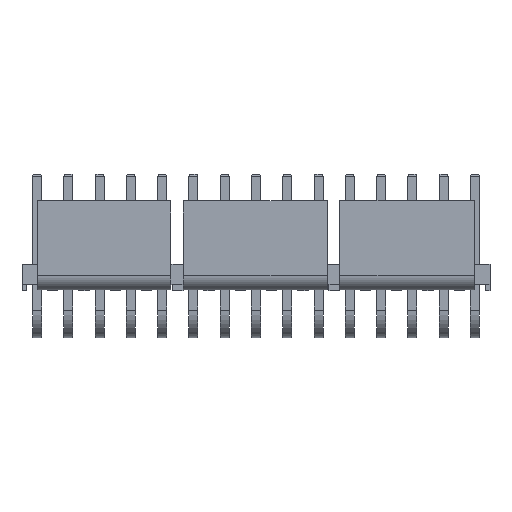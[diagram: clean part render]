
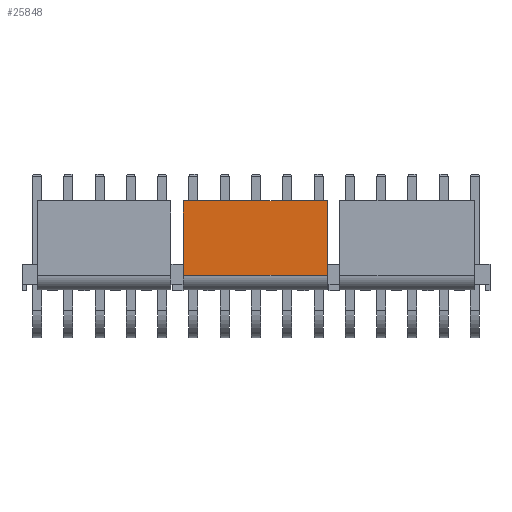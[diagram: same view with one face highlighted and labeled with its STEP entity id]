
A CAD part, top view. The second image highlights one B-rep face of the part: STEP entity #25848.
In plain terms, the highlighted planar face has unit normal (0, 0, 1).
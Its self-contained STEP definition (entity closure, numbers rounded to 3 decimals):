
#4029 = PLANE('',#4030);
#4030 = AXIS2_PLACEMENT_3D('',#4031,#4032,#4033);
#4031 = CARTESIAN_POINT('',(36.753,19.345,10.01));
#4032 = DIRECTION('',(-1.,0.,0.));
#4033 = DIRECTION('',(0.,-1.,0.));
#4531 = PLANE('',#4532);
#4532 = AXIS2_PLACEMENT_3D('',#4533,#4534,#4535);
#4533 = CARTESIAN_POINT('',(18.537,4.715,10.01));
#4534 = DIRECTION('',(1.,0.,0.));
#4535 = DIRECTION('',(0.,1.,0.));
#12295 = EDGE_CURVE('',#12296,#12298,#12300,.T.);
#12296 = VERTEX_POINT('',#12297);
#12297 = CARTESIAN_POINT('',(18.537,7.32,10.01));
#12298 = VERTEX_POINT('',#12299);
#12299 = CARTESIAN_POINT('',(18.537,16.74,10.01));
#12300 = SURFACE_CURVE('',#12301,(#12305,#12312),.PCURVE_S1.);
#12301 = LINE('',#12302,#12303);
#12302 = CARTESIAN_POINT('',(18.537,4.715,10.01));
#12303 = VECTOR('',#12304,1.);
#12304 = DIRECTION('',(0.,1.,0.));
#12305 = PCURVE('',#4531,#12306);
#12306 = DEFINITIONAL_REPRESENTATION('',(#12307),#12311);
#12307 = LINE('',#12308,#12309);
#12308 = CARTESIAN_POINT('',(0.,0.));
#12309 = VECTOR('',#12310,1.);
#12310 = DIRECTION('',(1.,0.));
#12311 = ( GEOMETRIC_REPRESENTATION_CONTEXT(2)
PARAMETRIC_REPRESENTATION_CONTEXT() REPRESENTATION_CONTEXT('2D SPACE',''
) );
#12312 = PCURVE('',#12313,#12318);
#12313 = PLANE('',#12314);
#12314 = AXIS2_PLACEMENT_3D('',#12315,#12316,#12317);
#12315 = CARTESIAN_POINT('',(57.345,16.74,10.01));
#12316 = DIRECTION('',(0.,0.,1.));
#12317 = DIRECTION('',(0.,-1.,0.));
#12318 = DEFINITIONAL_REPRESENTATION('',(#12319),#12323);
#12319 = LINE('',#12320,#12321);
#12320 = CARTESIAN_POINT('',(12.025,-38.808));
#12321 = VECTOR('',#12322,1.);
#12322 = DIRECTION('',(-1.,0.));
#12323 = ( GEOMETRIC_REPRESENTATION_CONTEXT(2)
PARAMETRIC_REPRESENTATION_CONTEXT() REPRESENTATION_CONTEXT('2D SPACE',''
) );
#12342 = CYLINDRICAL_SURFACE('',#12343,1.948);
#12343 = AXIS2_PLACEMENT_3D('',#12344,#12345,#12346);
#12344 = CARTESIAN_POINT('',(57.345,7.357,8.063));
#12345 = DIRECTION('',(1.,0.,0.));
#12346 = DIRECTION('',(0.,-0.019,
1.));
#12574 = PLANE('',#12575);
#12575 = AXIS2_PLACEMENT_3D('',#12576,#12577,#12578);
#12576 = CARTESIAN_POINT('',(57.345,16.74,9.24));
#12577 = DIRECTION('',(0.,1.,0.));
#12578 = DIRECTION('',(0.,0.,1.));
#13640 = EDGE_CURVE('',#13641,#13643,#13645,.T.);
#13641 = VERTEX_POINT('',#13642);
#13642 = CARTESIAN_POINT('',(36.753,16.74,10.01));
#13643 = VERTEX_POINT('',#13644);
#13644 = CARTESIAN_POINT('',(36.753,7.32,10.01));
#13645 = SURFACE_CURVE('',#13646,(#13650,#13657),.PCURVE_S1.);
#13646 = LINE('',#13647,#13648);
#13647 = CARTESIAN_POINT('',(36.753,19.345,10.01));
#13648 = VECTOR('',#13649,1.);
#13649 = DIRECTION('',(0.,-1.,0.));
#13650 = PCURVE('',#4029,#13651);
#13651 = DEFINITIONAL_REPRESENTATION('',(#13652),#13656);
#13652 = LINE('',#13653,#13654);
#13653 = CARTESIAN_POINT('',(0.,0.));
#13654 = VECTOR('',#13655,1.);
#13655 = DIRECTION('',(1.,0.));
#13656 = ( GEOMETRIC_REPRESENTATION_CONTEXT(2)
PARAMETRIC_REPRESENTATION_CONTEXT() REPRESENTATION_CONTEXT('2D SPACE',''
) );
#13657 = PCURVE('',#12313,#13658);
#13658 = DEFINITIONAL_REPRESENTATION('',(#13659),#13663);
#13659 = LINE('',#13660,#13661);
#13660 = CARTESIAN_POINT('',(-2.605,-20.592));
#13661 = VECTOR('',#13662,1.);
#13662 = DIRECTION('',(1.,0.));
#13663 = ( GEOMETRIC_REPRESENTATION_CONTEXT(2)
PARAMETRIC_REPRESENTATION_CONTEXT() REPRESENTATION_CONTEXT('2D SPACE',''
) );
#25848 = ADVANCED_FACE('',(#25849),#12313,.T.);
#25849 = FACE_BOUND('',#25850,.T.);
#25850 = EDGE_LOOP('',(#25851,#25852,#25873,#25874));
#25851 = ORIENTED_EDGE('',*,*,#13640,.F.);
#25852 = ORIENTED_EDGE('',*,*,#25853,.T.);
#25853 = EDGE_CURVE('',#13641,#12298,#25854,.T.);
#25854 = SURFACE_CURVE('',#25855,(#25859,#25866),.PCURVE_S1.);
#25855 = LINE('',#25856,#25857);
#25856 = CARTESIAN_POINT('',(57.345,16.74,10.01));
#25857 = VECTOR('',#25858,1.);
#25858 = DIRECTION('',(-1.,0.,0.));
#25859 = PCURVE('',#12313,#25860);
#25860 = DEFINITIONAL_REPRESENTATION('',(#25861),#25865);
#25861 = LINE('',#25862,#25863);
#25862 = CARTESIAN_POINT('',(0.,0.));
#25863 = VECTOR('',#25864,1.);
#25864 = DIRECTION('',(0.,-1.));
#25865 = ( GEOMETRIC_REPRESENTATION_CONTEXT(2)
PARAMETRIC_REPRESENTATION_CONTEXT() REPRESENTATION_CONTEXT('2D SPACE',''
) );
#25866 = PCURVE('',#12574,#25867);
#25867 = DEFINITIONAL_REPRESENTATION('',(#25868),#25872);
#25868 = LINE('',#25869,#25870);
#25869 = CARTESIAN_POINT('',(0.77,0.));
#25870 = VECTOR('',#25871,1.);
#25871 = DIRECTION('',(0.,-1.));
#25872 = ( GEOMETRIC_REPRESENTATION_CONTEXT(2)
PARAMETRIC_REPRESENTATION_CONTEXT() REPRESENTATION_CONTEXT('2D SPACE',''
) );
#25873 = ORIENTED_EDGE('',*,*,#12295,.F.);
#25874 = ORIENTED_EDGE('',*,*,#25875,.F.);
#25875 = EDGE_CURVE('',#13643,#12296,#25876,.T.);
#25876 = SURFACE_CURVE('',#25877,(#25881,#25888),.PCURVE_S1.);
#25877 = LINE('',#25878,#25879);
#25878 = CARTESIAN_POINT('',(57.345,7.32,10.01));
#25879 = VECTOR('',#25880,1.);
#25880 = DIRECTION('',(-1.,0.,0.));
#25881 = PCURVE('',#12313,#25882);
#25882 = DEFINITIONAL_REPRESENTATION('',(#25883),#25887);
#25883 = LINE('',#25884,#25885);
#25884 = CARTESIAN_POINT('',(9.42,0.));
#25885 = VECTOR('',#25886,1.);
#25886 = DIRECTION('',(0.,-1.));
#25887 = ( GEOMETRIC_REPRESENTATION_CONTEXT(2)
PARAMETRIC_REPRESENTATION_CONTEXT() REPRESENTATION_CONTEXT('2D SPACE',''
) );
#25888 = PCURVE('',#12342,#25889);
#25889 = DEFINITIONAL_REPRESENTATION('',(#25890),#25894);
#25890 = LINE('',#25891,#25892);
#25891 = CARTESIAN_POINT('',(0.,0.));
#25892 = VECTOR('',#25893,1.);
#25893 = DIRECTION('',(0.,-1.));
#25894 = ( GEOMETRIC_REPRESENTATION_CONTEXT(2)
PARAMETRIC_REPRESENTATION_CONTEXT() REPRESENTATION_CONTEXT('2D SPACE',''
) );
